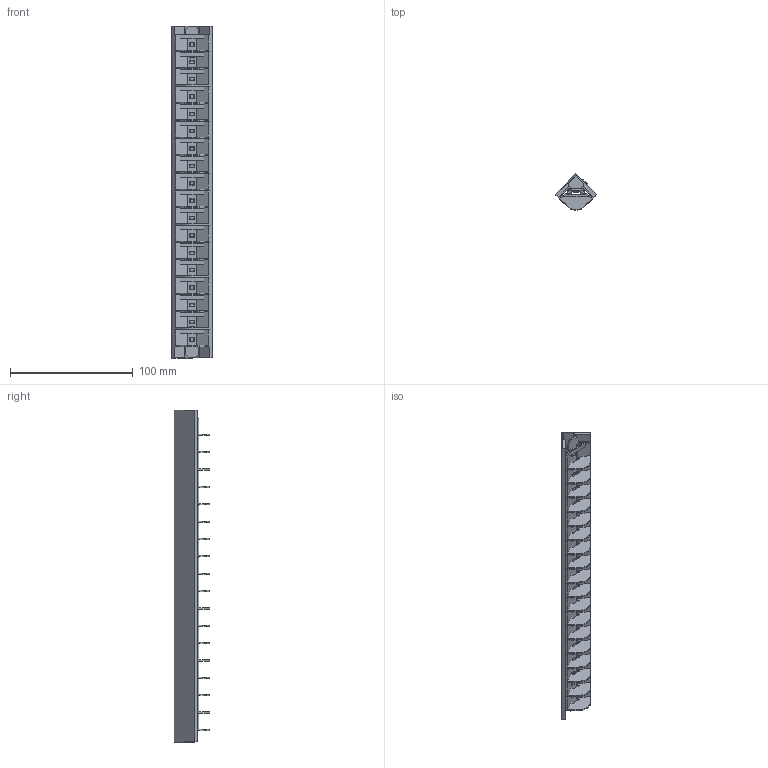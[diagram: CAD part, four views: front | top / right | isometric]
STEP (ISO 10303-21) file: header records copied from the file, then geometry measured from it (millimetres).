
FILE_DESCRIPTION(/* description */ (''),/* implementation_level */ '2;1');
FILE_NAME(/* name */ 'mount.step',/* time_stamp */ '2025-06-29T14:35:54-05:00',/* author */ (''),/* organization */ (''),/* preprocessor_version */ 'ST-DEVELOPER v20.1',/* originating_system */ 'Autodesk Translation Framework v14.10.0.0',/* authorisation */ '');
FILE_SCHEMA (('AUTOMOTIVE_DESIGN { 1 0 10303 214 3 1 1 }'));
Length unit declared in the file: millimetre
Products named in the file (30): mount; Daylight 1; R_1210_3225Metric; LED_2835; PCB; R_1210_3225Metric_1; LED_2835_1; LED_2835_2; LED_2835_3; LED_2835_4; LED_2835_5; LED_2835_6; LED_2835_7; LED_2835_8; LED_2835_9; LED_2835_10; LED_2835_11; LED_2835_12; LED_2835_13; R_1210_3225Metric_2; LED_2835_14; LED_2835_15; R_1210_3225Metric_3; R_1210_3225Metric_4; LED_2835_16; LED_2835_17; COMPOUND; R_1210_3225Metric_5; SOLID; baffles
Assembly tree (51 placements, depth 4):
  mount
    Daylight 1
      R_1210_3225Metric
        SOLID
      LED_2835
        COMPOUND
      PCB
      R_1210_3225Metric_1
        SOLID
      LED_2835_1
        COMPOUND
      LED_2835_2
        COMPOUND
      LED_2835_3
        COMPOUND
      LED_2835_4
        COMPOUND
      LED_2835_5
        COMPOUND
      LED_2835_6
        COMPOUND
      LED_2835_7
        COMPOUND
      LED_2835_8
        COMPOUND
      LED_2835_9
        COMPOUND
      LED_2835_10
        COMPOUND
      LED_2835_11
        COMPOUND
      LED_2835_12
        COMPOUND
      LED_2835_13
        COMPOUND
      R_1210_3225Metric_2
        SOLID
      LED_2835_14
        COMPOUND
      LED_2835_15
        COMPOUND
      R_1210_3225Metric_3
        SOLID
      R_1210_3225Metric_4
        SOLID
      LED_2835_16
        COMPOUND
      LED_2835_17
        COMPOUND
      R_1210_3225Metric_5
        SOLID
    baffles
Bounding box: 33.28 x 29.1 x 270.05 mm (x, y, z)
Volume: 54517.4 mm3; surface area: 73822.4 mm2
Topology: 98 solids, 98 shells, 2611 faces, 7226 edges, 4760 vertices
Faces by surface type: plane 2225, cylinder 382, cone 4
Full cylindrical faces by diameter (mm): 0.5 x16, 1 x4, 3.2 x4, 4.7 x2, 6 x2
Entity records: 30733 total; most frequent: CARTESIAN_POINT 5369, ORIENTED_EDGE 5272, DIRECTION 4886, EDGE_CURVE 2636, LINE 2348, VECTOR 2348, VERTEX_POINT 1752, AXIS2_PLACEMENT_3D 1269
